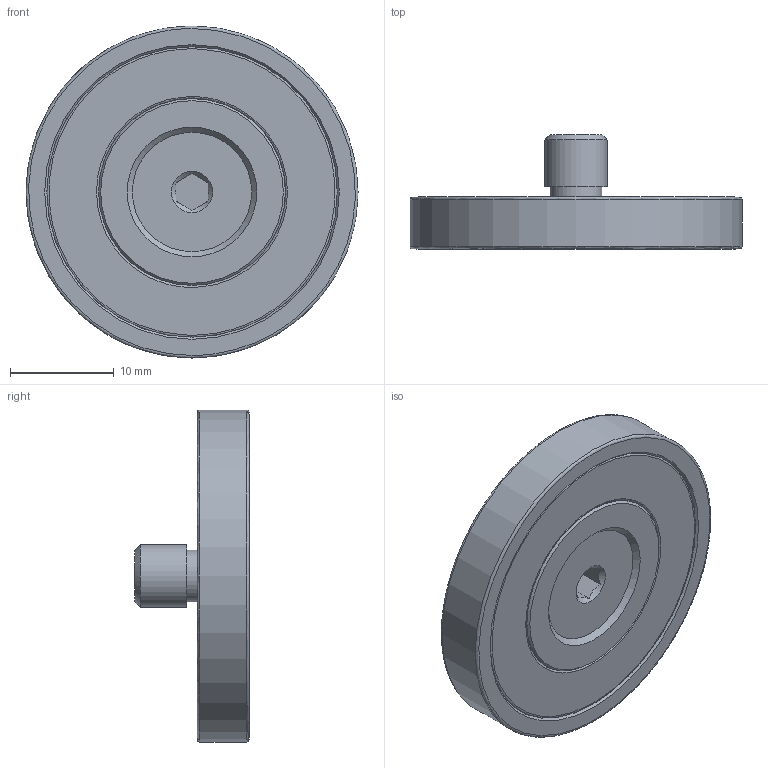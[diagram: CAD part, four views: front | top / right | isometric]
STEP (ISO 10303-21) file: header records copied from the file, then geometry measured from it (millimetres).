
FILE_DESCRIPTION (( 'STEP AP203' ), '1' );
FILE_NAME ('523751.STEP', '2024-05-14T03:58:54', ( 'Windows User' ), ( 'P R C' ), 'SwSTEP 2.0', 'SolidWorks 2020', '' );
FILE_SCHEMA (( 'CONFIG_CONTROL_DESIGN' ));
Length unit declared in the file: millimetre
Products named in the file (1): 523751
Bounding box: 32 x 11 x 32 mm (x, y, z)
Volume: 4035 mm3; surface area: 3442.2 mm2
Topology: 2 solids, 2 shells, 34 faces, 72 edges, 48 vertices
Faces by surface type: plane 16, cylinder 7, bspline 6, cone 5
Full cylindrical faces by diameter (mm): 5 x1, 6 x1, 18 x2, 28 x2, 32 x1
Entity records: 1235 total; most frequent: CARTESIAN_POINT 565, DIRECTION 110, ORIENTED_EDGE 100, EDGE_LOOP 60, EDGE_CURVE 50, AXIS2_PLACEMENT_3D 49, FACE_OUTER_BOUND 47, VERTEX_POINT 44
